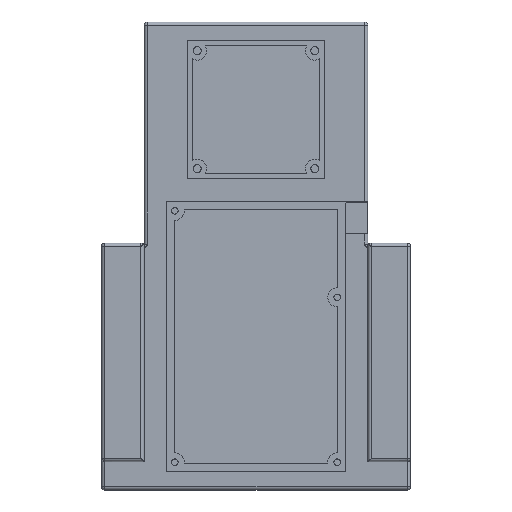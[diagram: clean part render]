
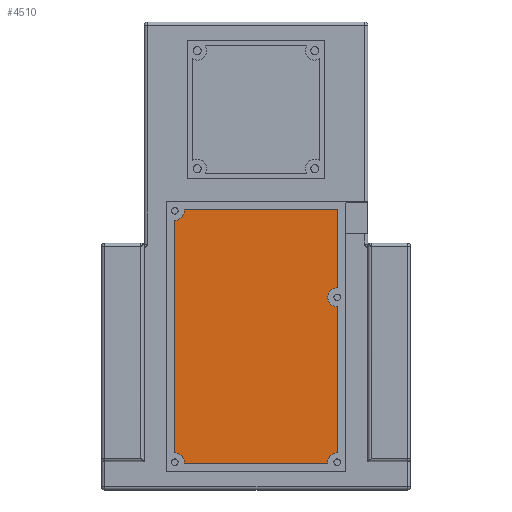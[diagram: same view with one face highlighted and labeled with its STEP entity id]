
A CAD part, top view. The second image highlights one B-rep face of the part: STEP entity #4510.
In plain terms, the highlighted planar face has unit normal (0, 0, 1).
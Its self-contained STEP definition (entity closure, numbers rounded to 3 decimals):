
#433=CIRCLE('',#5014,3.);
#434=CIRCLE('',#5016,3.);
#435=CIRCLE('',#5017,3.);
#436=CIRCLE('',#5018,3.);
#695=FACE_OUTER_BOUND('',#980,.T.);
#980=EDGE_LOOP('',(#4039,#4040,#4041,#4042,#4043,#4044,#4045,#4046,#4047));
#1374=LINE('',#8309,#1768);
#1375=LINE('',#8313,#1769);
#1376=LINE('',#8317,#1770);
#1377=LINE('',#8319,#1771);
#1378=LINE('',#8322,#1772);
#1768=VECTOR('',#6361,10.);
#1769=VECTOR('',#6364,10.);
#1770=VECTOR('',#6367,10.);
#1771=VECTOR('',#6368,10.);
#1772=VECTOR('',#6371,10.);
#2169=VERTEX_POINT('',#8300);
#2171=VERTEX_POINT('',#8304);
#2172=VERTEX_POINT('',#8308);
#2173=VERTEX_POINT('',#8310);
#2174=VERTEX_POINT('',#8312);
#2175=VERTEX_POINT('',#8314);
#2176=VERTEX_POINT('',#8316);
#2177=VERTEX_POINT('',#8318);
#2178=VERTEX_POINT('',#8320);
#2806=EDGE_CURVE('',#2169,#2171,#433,.T.);
#2807=EDGE_CURVE('',#2171,#2172,#1374,.T.);
#2808=EDGE_CURVE('',#2172,#2173,#434,.T.);
#2809=EDGE_CURVE('',#2173,#2174,#1375,.T.);
#2810=EDGE_CURVE('',#2174,#2175,#435,.T.);
#2811=EDGE_CURVE('',#2175,#2176,#1376,.T.);
#2812=EDGE_CURVE('',#2176,#2177,#1377,.T.);
#2813=EDGE_CURVE('',#2177,#2178,#436,.T.);
#2814=EDGE_CURVE('',#2178,#2169,#1378,.T.);
#4039=ORIENTED_EDGE('',*,*,#2806,.T.);
#4040=ORIENTED_EDGE('',*,*,#2807,.T.);
#4041=ORIENTED_EDGE('',*,*,#2808,.T.);
#4042=ORIENTED_EDGE('',*,*,#2809,.T.);
#4043=ORIENTED_EDGE('',*,*,#2810,.T.);
#4044=ORIENTED_EDGE('',*,*,#2811,.T.);
#4045=ORIENTED_EDGE('',*,*,#2812,.T.);
#4046=ORIENTED_EDGE('',*,*,#2813,.T.);
#4047=ORIENTED_EDGE('',*,*,#2814,.T.);
#4242=PLANE('',#5015);
#4510=ADVANCED_FACE('',(#695),#4242,.T.);
#5014=AXIS2_PLACEMENT_3D('',#8306,#6357,#6358);
#5015=AXIS2_PLACEMENT_3D('',#8307,#6359,#6360);
#5016=AXIS2_PLACEMENT_3D('',#8311,#6362,#6363);
#5017=AXIS2_PLACEMENT_3D('',#8315,#6365,#6366);
#5018=AXIS2_PLACEMENT_3D('',#8321,#6369,#6370);
#6357=DIRECTION('center_axis',(0.,0.,-1.));
#6358=DIRECTION('ref_axis',(-1.,0.,0.));
#6359=DIRECTION('center_axis',(0.,0.,1.));
#6360=DIRECTION('ref_axis',(1.,0.,0.));
#6361=DIRECTION('',(1.,0.,0.));
#6362=DIRECTION('center_axis',(0.,0.,-1.));
#6363=DIRECTION('ref_axis',(-1.,0.,0.));
#6364=DIRECTION('',(0.,1.,0.));
#6365=DIRECTION('center_axis',(0.,0.,-1.));
#6366=DIRECTION('ref_axis',(-1.,0.,0.));
#6367=DIRECTION('',(0.,1.,0.));
#6368=DIRECTION('',(-1.,0.,0.));
#6369=DIRECTION('center_axis',(0.,0.,-1.));
#6370=DIRECTION('ref_axis',(-1.,0.,0.));
#6371=DIRECTION('',(0.,-1.,0.));
#8300=CARTESIAN_POINT('',(2.5,5.79,6.));
#8304=CARTESIAN_POINT('',(5.735,2.5,6.));
#8306=CARTESIAN_POINT('Origin',(2.75,2.8,6.));
#8307=CARTESIAN_POINT('Origin',(28.5,42.675,6.));
#8308=CARTESIAN_POINT('',(51.265,2.5,6.));
#8309=CARTESIAN_POINT('',(41.5,2.5,6.));
#8310=CARTESIAN_POINT('',(54.5,5.79,6.));
#8311=CARTESIAN_POINT('Origin',(54.25,2.8,6.));
#8312=CARTESIAN_POINT('',(54.5,52.11,6.));
#8313=CARTESIAN_POINT('',(54.5,62.763,6.));
#8314=CARTESIAN_POINT('',(54.5,58.09,6.));
#8315=CARTESIAN_POINT('Origin',(54.25,55.1,6.));
#8316=CARTESIAN_POINT('',(54.5,82.85,6.));
#8317=CARTESIAN_POINT('',(54.5,62.763,6.));
#8318=CARTESIAN_POINT('',(5.735,82.85,6.));
#8319=CARTESIAN_POINT('',(15.5,82.85,6.));
#8320=CARTESIAN_POINT('',(2.5,79.56,6.));
#8321=CARTESIAN_POINT('Origin',(2.75,82.55,6.));
#8322=CARTESIAN_POINT('',(2.5,22.588,6.));
